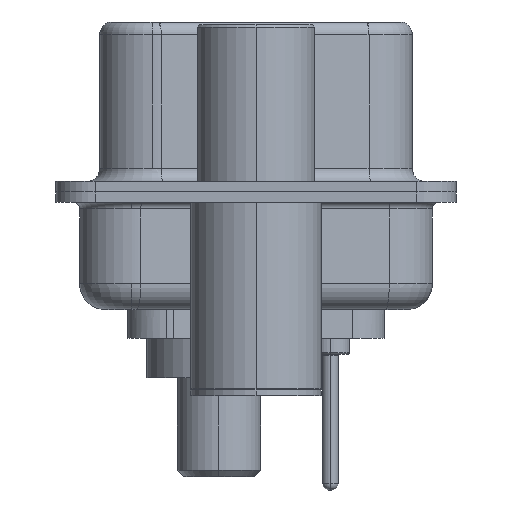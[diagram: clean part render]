
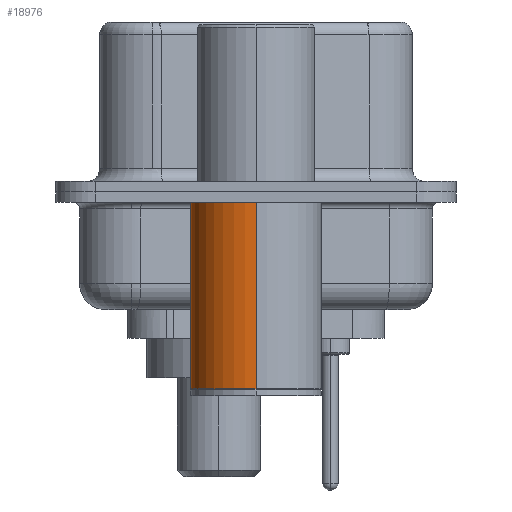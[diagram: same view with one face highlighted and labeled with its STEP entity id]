
A CAD part, left-side view. The second image highlights one B-rep face of the part: STEP entity #18976.
In plain terms, the highlighted cylindrical face has radius 2.5 mm (diameter 5 mm), a partial arc.
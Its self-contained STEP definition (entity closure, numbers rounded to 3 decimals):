
#1009 = FACE_OUTER_BOUND ( 'NONE', #16146, .T. ) ;
#1619 = EDGE_CURVE ( 'NONE', #16625, #13542, #4562, .T. ) ;
#3141 = LINE ( 'NONE', #7056, #12057 ) ;
#3801 = CARTESIAN_POINT ( 'NONE',  ( 0., 0., -0.4 ) ) ;
#4562 = LINE ( 'NONE', #10647, #8193 ) ;
#4644 = EDGE_CURVE ( 'NONE', #14725, #16625, #22799, .T. ) ;
#4906 = AXIS2_PLACEMENT_3D ( 'NONE', #3801, #16171, #5606 ) ;
#5606 = DIRECTION ( 'NONE',  ( 1., 0., 0. ) ) ;
#5718 = DIRECTION ( 'NONE',  ( 1., 0., 0. ) ) ;
#6484 = CARTESIAN_POINT ( 'NONE',  ( 0., 0., 0.581 ) ) ;
#7056 = CARTESIAN_POINT ( 'NONE',  ( 2.5, 0., 0.581 ) ) ;
#7517 = AXIS2_PLACEMENT_3D ( 'NONE', #6484, #11830, #15273 ) ;
#8193 = VECTOR ( 'NONE', #20196, 1000. ) ;
#8817 = DIRECTION ( 'NONE',  ( 0., 0., 1. ) ) ;
#9319 = ORIENTED_EDGE ( 'NONE', *, *, #10181, .F. ) ;
#9569 = ORIENTED_EDGE ( 'NONE', *, *, #13616, .F. ) ;
#10009 = CYLINDRICAL_SURFACE ( 'NONE', #7517, 2.5 ) ;
#10181 = EDGE_CURVE ( 'NONE', #14725, #21675, #3141, .T. ) ;
#10321 = ORIENTED_EDGE ( 'NONE', *, *, #4644, .T. ) ;
#10641 = AXIS2_PLACEMENT_3D ( 'NONE', #18748, #18622, #5718 ) ;
#10647 = CARTESIAN_POINT ( 'NONE',  ( -2.5, 0., 0.581 ) ) ;
#11830 = DIRECTION ( 'NONE',  ( 0., 0., 1. ) ) ;
#12057 = VECTOR ( 'NONE', #8817, 1000. ) ;
#13206 = ORIENTED_EDGE ( 'NONE', *, *, #1619, .T. ) ;
#13542 = VERTEX_POINT ( 'NONE', #19339 ) ;
#13616 = EDGE_CURVE ( 'NONE', #21675, #13542, #23000, .T. ) ;
#14223 = CARTESIAN_POINT ( 'NONE',  ( 2.5, 0., -7.525 ) ) ;
#14725 = VERTEX_POINT ( 'NONE', #14223 ) ;
#15273 = DIRECTION ( 'NONE',  ( 1., 0., 0. ) ) ;
#16146 = EDGE_LOOP ( 'NONE', ( #10321, #13206, #9569, #9319 ) ) ;
#16171 = DIRECTION ( 'NONE',  ( 0., 0., 1. ) ) ;
#16625 = VERTEX_POINT ( 'NONE', #21472 ) ;
#18622 = DIRECTION ( 'NONE',  ( 0., 0., 1. ) ) ;
#18748 = CARTESIAN_POINT ( 'NONE',  ( 0., 0., -7.525 ) ) ;
#18976 = ADVANCED_FACE ( 'NONE', ( #1009 ), #10009, .T. ) ;
#19339 = CARTESIAN_POINT ( 'NONE',  ( -2.5, 0., -0.4 ) ) ;
#20196 = DIRECTION ( 'NONE',  ( 0., 0., 1. ) ) ;
#20654 = CARTESIAN_POINT ( 'NONE',  ( 2.5, 0., -0.4 ) ) ;
#21472 = CARTESIAN_POINT ( 'NONE',  ( -2.5, 0., -7.525 ) ) ;
#21675 = VERTEX_POINT ( 'NONE', #20654 ) ;
#22799 = CIRCLE ( 'NONE', #10641, 2.5 ) ;
#23000 = CIRCLE ( 'NONE', #4906, 2.5 ) ;
